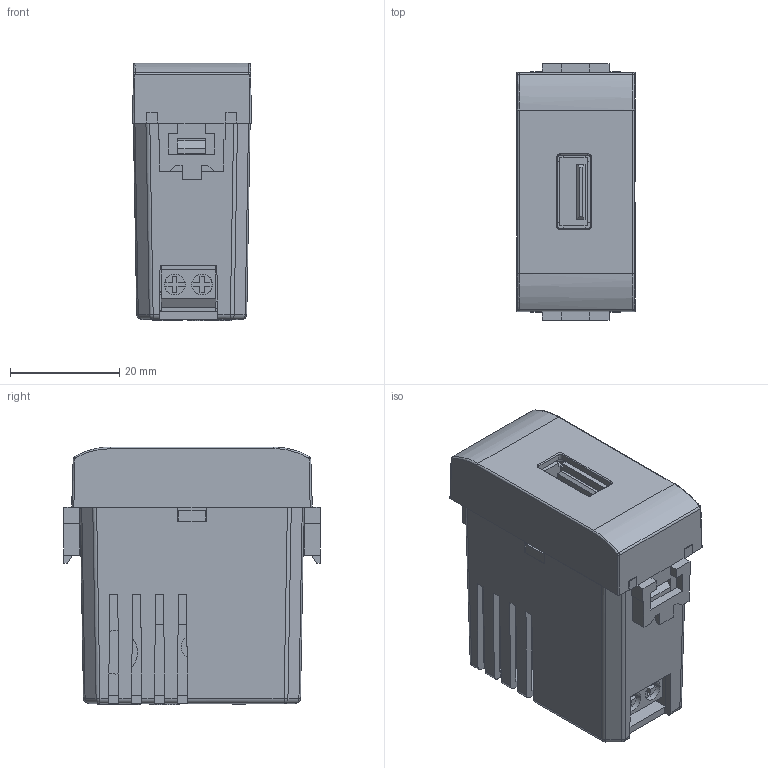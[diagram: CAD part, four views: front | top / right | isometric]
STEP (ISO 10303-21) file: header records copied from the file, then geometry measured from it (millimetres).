
FILE_DESCRIPTION (( 'STEP AP214' ), '1' );
FILE_NAME ('4BOX-USB-1A-2.1A-LIVING.STEP', '2024-08-23T00:07:28', ( '' ), ( '' ), 'SwSTEP 2.0', 'SolidWorks 2016', '' );
FILE_SCHEMA (( 'AUTOMOTIVE_DESIGN' ));
Length unit declared in the file: millimetre
Products named in the file (7): PCB-USB菁釱-旳啣; 4BOX-USB-1A-2.1A-LIVING; 詢淏謗弇諉盄翐-1108; 4BOX+USB黃蕾耀輸醱啣-LIVING; PCB-USB黃蕾耀輸-20160730; 4BOX-USB耀輸菁釱-LIVING-20190820; 4BOX-USB耀輸盓殤-20190822載陔
Assembly tree (6 placements, depth 2):
  4BOX-USB-1A-2.1A-LIVING
    4BOX-USB耀輸菁釱-LIVING-20190820
    4BOX-USB耀輸盓殤-20190822載陔
    PCB-USB黃蕾耀輸-20160730
    PCB-USB菁釱-旳啣
    詢淏謗弇諉盄翐-1108
    4BOX+USB黃蕾耀輸醱啣-LIVING
Bounding box: 21.8 x 47 x 47.25 mm (x, y, z)
Volume: 18840 mm3; surface area: 23424.1 mm2
Topology: 6 solids, 6 shells, 774 faces, 2149 edges, 1404 vertices
Faces by surface type: plane 604, cylinder 99, bspline 55, sphere 8, torus 4, cone 4
Entity records: 25408 total; most frequent: CARTESIAN_POINT 5627, ORIENTED_EDGE 4294, DIRECTION 3613, EDGE_CURVE 2147, LINE 1815, VECTOR 1815, VERTEX_POINT 1404, AXIS2_PLACEMENT_3D 899
